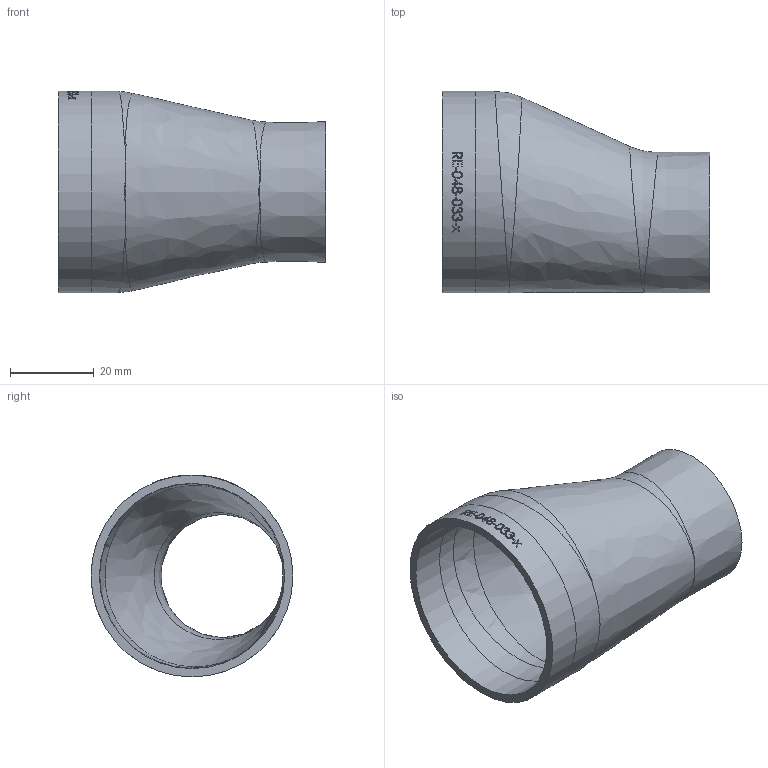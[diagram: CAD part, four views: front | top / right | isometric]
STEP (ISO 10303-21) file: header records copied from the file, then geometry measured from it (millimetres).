
FILE_DESCRIPTION (( 'STEP AP214' ), '1' );
FILE_NAME ('RE-048-033-x Reduzierung Exzenter 48,3x33,7x2,0x2,0 BL64 1909.STEP', '2019-09-18T15:29:20', ( '' ), ( '' ), 'SwSTEP 2.0', 'SolidWorks 2016', '' );
FILE_SCHEMA (( 'AUTOMOTIVE_DESIGN' ));
Length unit declared in the file: millimetre
Products named in the file (1): RE-048-033-x Reduzierung Exzenter 48,3x33,7x2,0x2,0 BL64 1909
Bounding box: 64 x 48.3 x 48.3 mm (x, y, z)
Volume: 16011 mm3; surface area: 16381.4 mm2
Topology: 1 solids, 1 shells, 169 faces, 456 edges, 306 vertices
Faces by surface type: bspline 89, plane 55, cylinder 21, cone 4
Full cylindrical faces by diameter (mm): 44.3 x1, 48.3 x1
Entity records: 18577 total; most frequent: CARTESIAN_POINT 13571, ORIENTED_EDGE 864, EDGE_CURVE 432, DIRECTION 382, VERTEX_POINT 294, B_SPLINE_CURVE_WITH_KNOTS 280, EDGE_LOOP 198, FACE_OUTER_BOUND 174
